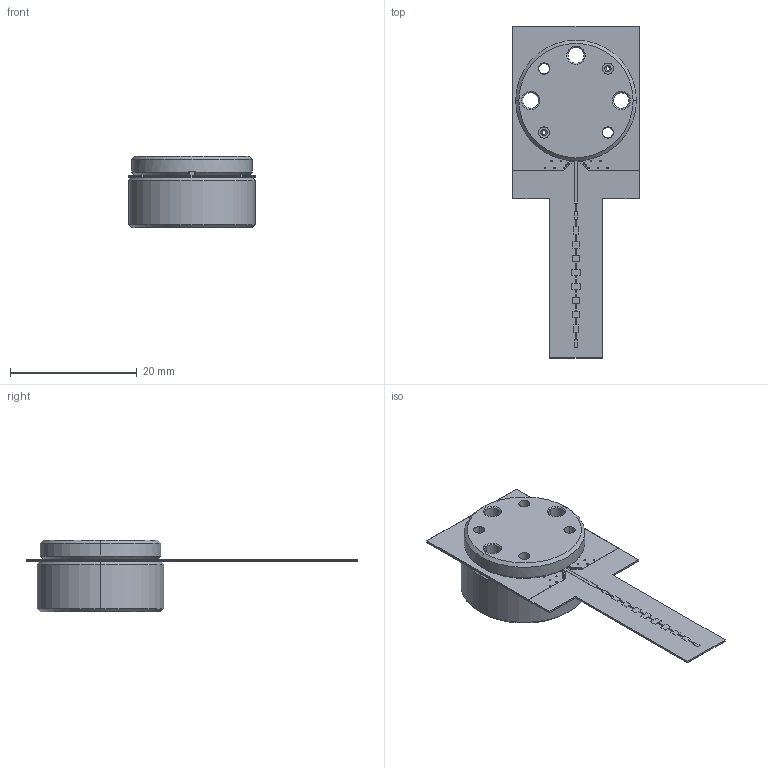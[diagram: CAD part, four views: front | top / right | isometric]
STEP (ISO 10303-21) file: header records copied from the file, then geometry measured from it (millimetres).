
FILE_DESCRIPTION(('STEP AP214'),'1');
FILE_NAME('TransitionWithAntenna.step','2021-01-18T17:13:32',(' '),('ANSOFT Corporation'),'Spatial InterOp 3D',' ',' ');
FILE_SCHEMA(('AUTOMOTIVE_DESIGN { 1 0 10303 214 1 1 1 1 }'));
Length unit declared in the file: millimetre
Products named in the file (1): Box2
Bounding box: 20 x 52.43 x 11.31 mm (x, y, z)
Volume: 3121.6 mm3; surface area: 6381.1 mm2
Topology: 123 solids, 123 shells, 825 faces, 1669 edges, 1090 vertices
Faces by surface type: plane 399, cylinder 356, cone 70
Entity records: 23406 total; most frequent: DIRECTION 4348, CARTESIAN_POINT 3711, ORIENTED_EDGE 3338, AXIS2_PLACEMENT_3D 1733, EDGE_CURVE 1669, VERTEX_POINT 1090, EDGE_LOOP 913, LINE 882
